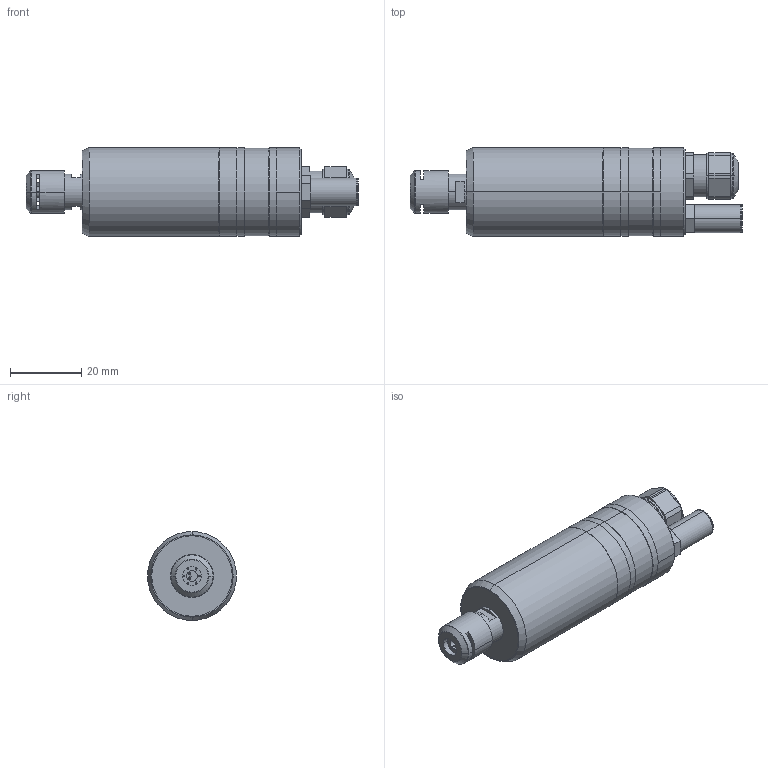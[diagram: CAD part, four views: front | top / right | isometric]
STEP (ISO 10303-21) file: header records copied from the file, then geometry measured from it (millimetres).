
FILE_DESCRIPTION (( 'STEP AP203' ), '1' );
FILE_NAME ('025S060-00-.STEP', '2012-04-24T12:27:39', ( 'FM10CAD1' ), ( 'IBAG Switzerland AG' ), 'SwSTEP 2.0', 'SolidWorks 2010', '' );
FILE_SCHEMA (( 'CONFIG_CONTROL_DESIGN' ));
Length unit declared in the file: millimetre
Products named in the file (1): 025S060-00-
Bounding box: 93.28 x 25 x 25 mm (x, y, z)
Surface area: 10004.1 mm2 (no closed solid volume)
Topology: 0 solids, 15 shells, 189 faces, 593 edges, 416 vertices
Faces by surface type: plane 87, cylinder 69, cone 21, torus 12
Entity records: 6805 total; most frequent: CARTESIAN_POINT 1325, DIRECTION 1234, ORIENTED_EDGE 958, EDGE_CURVE 593, AXIS2_PLACEMENT_3D 477, VERTEX_POINT 416, CIRCLE 287, VECTOR 280
